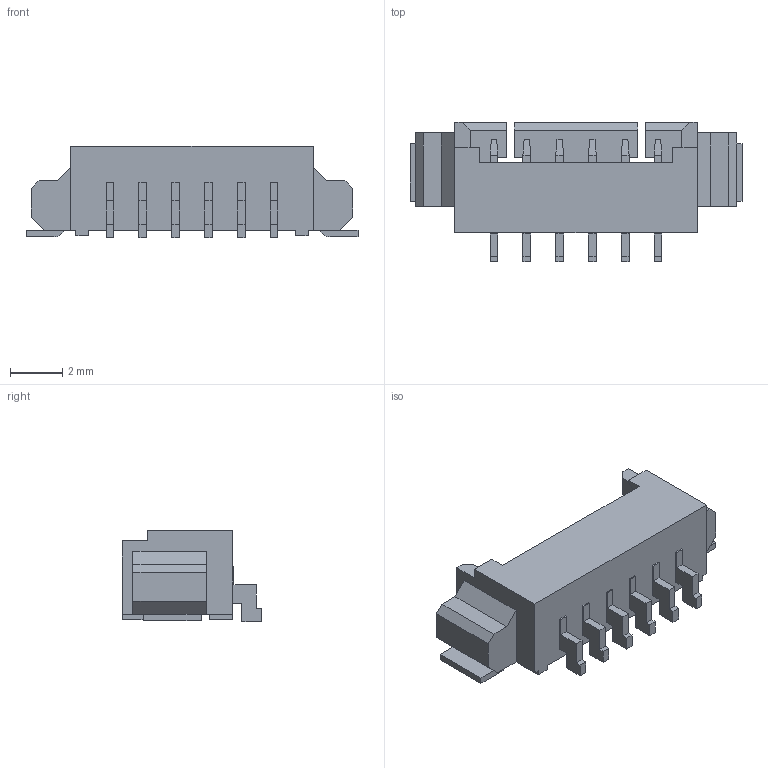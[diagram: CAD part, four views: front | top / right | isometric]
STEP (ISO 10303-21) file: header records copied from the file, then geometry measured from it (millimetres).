
FILE_DESCRIPTION((''),'2;1');
FILE_NAME('10114830-XXX06LFC','2019-09-05T',('KumarP'),('AFCI'),'CREO PARAMETRIC BY PTC INC, 2016130','CREO PARAMETRIC BY PTC INC, 2016130','');
FILE_SCHEMA(('CONFIG_CONTROL_DESIGN'));
Length unit declared in the file: millimetre
Products named in the file (1): 10114830-XXX06LFC
Bounding box: 12.65 x 5.3 x 3.48 mm (x, y, z)
Volume: 79.9 mm3; surface area: 283.7 mm2
Topology: 1 solids, 1 shells, 214 faces, 570 edges, 370 vertices
Faces by surface type: plane 212, cylinder 2
Entity records: 6516 total; most frequent: CARTESIAN_POINT 1154, ORIENTED_EDGE 1140, DIRECTION 1002, EDGE_CURVE 570, VECTOR 566, LINE 566, VERTEX_POINT 370, EDGE_LOOP 226
